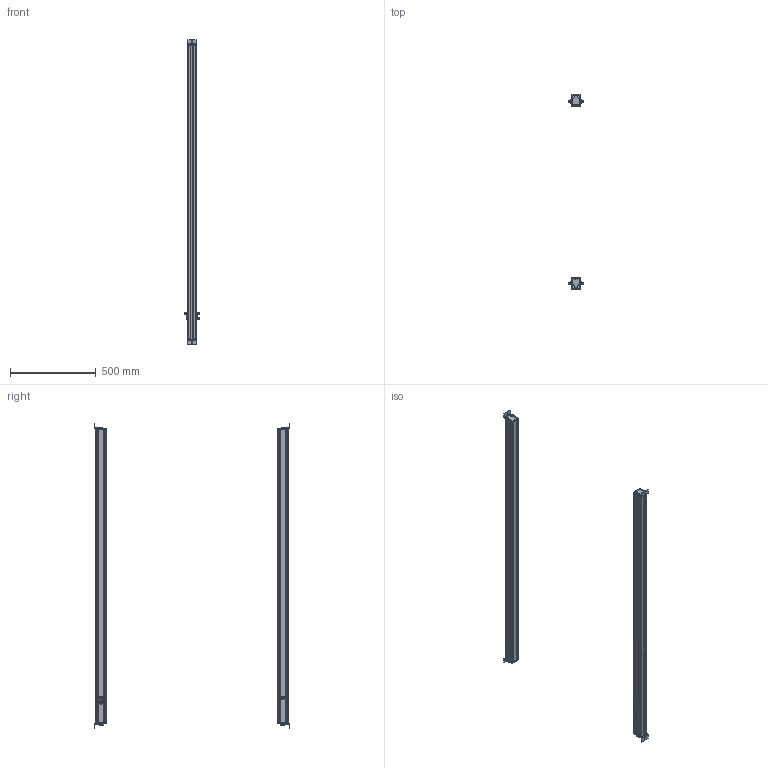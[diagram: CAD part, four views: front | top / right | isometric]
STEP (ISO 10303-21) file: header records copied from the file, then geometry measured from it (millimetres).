
FILE_DESCRIPTION(('CATIA V5 STEP Exchange'),'2;1');
FILE_NAME('SG-30_40-60.stp','2015-08-30T13:46:14+00:00',('none'),('none'),'CATIA Version 5 Release 18 GA (IN-10)','CATIA V5 STEP AP203','none');
FILE_SCHEMA(('CONFIG_CONTROL_DESIGN'));
Products named in the file (3): SG-14_30_40-06; SG-14_30_40-06 RX HEAD; SG-14_30_40-06 TX HEAD
Assembly tree (6 placements, depth 3):
  SG-14_30_40-06
    SG-14_30_40-06 RX HEAD
      #62
      #31614
    SG-14_30_40-06 TX HEAD
      #41312
      #31614
Bounding box: 83 x 1137.77 x 1776 mm (x, y, z)
Volume: 10185513.8 mm3; surface area: 1765507.4 mm2
Topology: 63 solids, 63 shells, 2095 faces, 5218 edges, 3395 vertices
Faces by surface type: cylinder 990, plane 792, cone 165, bspline 148
Entity records: 71574 total; most frequent: CARTESIAN_POINT 31222, ORIENTED_EDGE 9272, DIRECTION 6248, EDGE_CURVE 4636, VERTEX_POINT 3012, AXIS2_PLACEMENT_3D 2493, EDGE_LOOP 2204, VECTOR 2129
